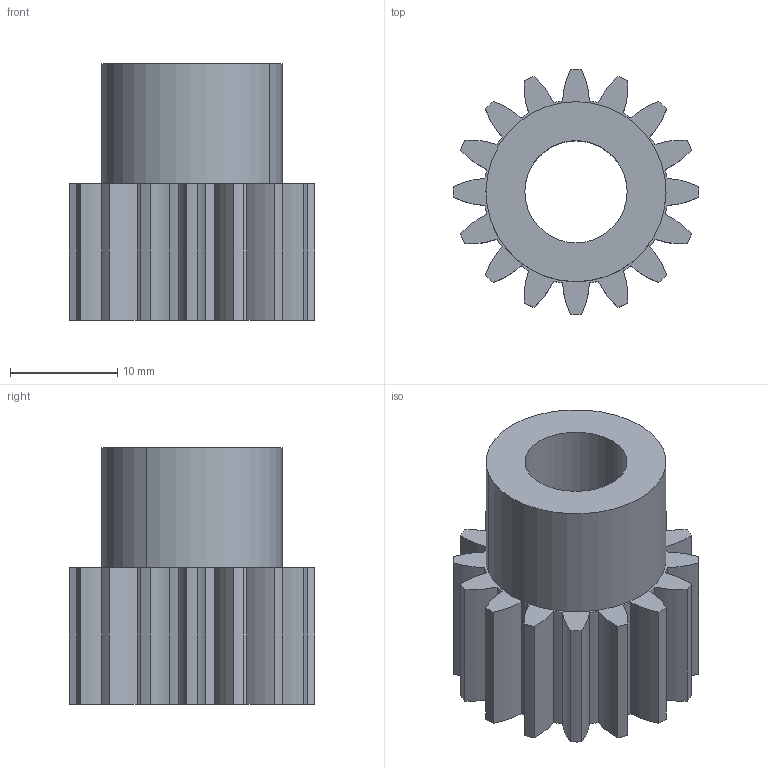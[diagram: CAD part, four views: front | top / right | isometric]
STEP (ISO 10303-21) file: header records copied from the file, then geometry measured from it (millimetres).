
FILE_DESCRIPTION((''),'2;1');
FILE_NAME('gss-2016.stp','2001-12-29T17:00:25',('Administrator'),(''),'Autodesk Inventor (tm) 3.0','Autodesk Inventor (tm) 3.0','');
FILE_SCHEMA(('CONFIG_CONTROL_DESIGN'));
Length unit declared in the file: inch
Products named in the file (1): gss-2016
Bounding box: 22.86 x 22.86 x 23.88 mm (x, y, z)
Volume: 4844.6 mm3; surface area: 3418.9 mm2
Topology: 1 solids, 1 shells, 71 faces, 204 edges, 136 vertices
Faces by surface type: cylinder 66, plane 3, bspline 2
Entity records: 2541 total; most frequent: DIRECTION 480, CARTESIAN_POINT 446, ORIENTED_EDGE 408, AXIS2_PLACEMENT_3D 206, EDGE_CURVE 204, VERTEX_POINT 136, CIRCLE 136, EDGE_LOOP 74
